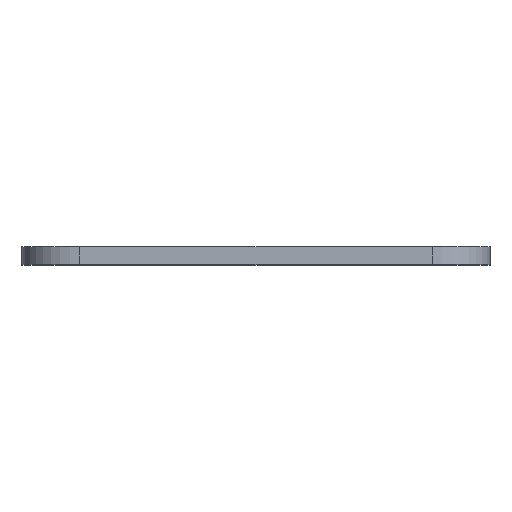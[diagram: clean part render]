
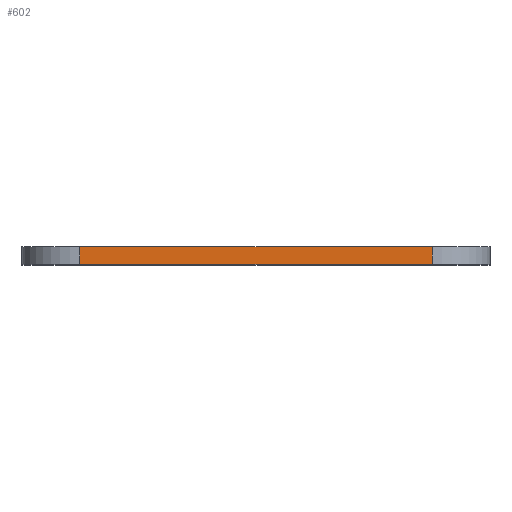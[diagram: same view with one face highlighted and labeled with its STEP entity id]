
A CAD part, top view. The second image highlights one B-rep face of the part: STEP entity #602.
In plain terms, the highlighted planar face has unit normal (0, 0, 1).
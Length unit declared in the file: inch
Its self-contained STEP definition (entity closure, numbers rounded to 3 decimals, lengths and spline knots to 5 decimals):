
#9 = DIRECTION ( 'NONE',  ( 0., 1., 0. ) ) ;
#56 = FACE_OUTER_BOUND ( 'NONE', #451, .T. ) ;
#67 = LINE ( 'NONE', #81, #672 ) ;
#81 = CARTESIAN_POINT ( 'NONE',  ( 0., -0.045, 1.49 ) ) ;
#87 = ORIENTED_EDGE ( 'NONE', *, *, #243, .T. ) ;
#98 = VECTOR ( 'NONE', #9, 39.37008 ) ;
#105 = DIRECTION ( 'NONE',  ( 1., 0., 0. ) ) ;
#119 = CARTESIAN_POINT ( 'NONE',  ( -1.225, -0.045, 1.49 ) ) ;
#127 = ORIENTED_EDGE ( 'NONE', *, *, #723, .T. ) ;
#131 = EDGE_CURVE ( 'NONE', #697, #625, #599, .T. ) ;
#171 = DIRECTION ( 'NONE',  ( 0., 0., 1. ) ) ;
#242 = ORIENTED_EDGE ( 'NONE', *, *, #270, .F. ) ;
#243 = EDGE_CURVE ( 'NONE', #625, #736, #358, .T. ) ;
#270 = EDGE_CURVE ( 'NONE', #690, #736, #67, .T. ) ;
#350 = CARTESIAN_POINT ( 'NONE',  ( -1.225, -0.045, 1.49 ) ) ;
#358 = LINE ( 'NONE', #350, #775 ) ;
#364 = CARTESIAN_POINT ( 'NONE',  ( 0., 0.045, 1.49 ) ) ;
#418 = CARTESIAN_POINT ( 'NONE',  ( 0., 0.045, 1.49 ) ) ;
#434 = LINE ( 'NONE', #502, #98 ) ;
#451 = EDGE_LOOP ( 'NONE', ( #242, #127, #644, #87 ) ) ;
#481 = DIRECTION ( 'NONE',  ( -1., 0., 0. ) ) ;
#485 = CARTESIAN_POINT ( 'NONE',  ( -1.225, 0.045, 1.49 ) ) ;
#502 = CARTESIAN_POINT ( 'NONE',  ( 0.6, 0.045, 1.49 ) ) ;
#530 = DIRECTION ( 'NONE',  ( 0., -1., 0. ) ) ;
#535 = PLANE ( 'NONE',  #585 ) ;
#564 = CARTESIAN_POINT ( 'NONE',  ( 0.6, 0.045, 1.49 ) ) ;
#585 = AXIS2_PLACEMENT_3D ( 'NONE', #364, #171, #105 ) ;
#594 = VECTOR ( 'NONE', #481, 39.37008 ) ;
#599 = LINE ( 'NONE', #418, #594 ) ;
#602 = ADVANCED_FACE ( 'NONE', ( #56 ), #535, .T. ) ;
#625 = VERTEX_POINT ( 'NONE', #485 ) ;
#644 = ORIENTED_EDGE ( 'NONE', *, *, #131, .T. ) ;
#668 = CARTESIAN_POINT ( 'NONE',  ( 0.6, -0.045, 1.49 ) ) ;
#672 = VECTOR ( 'NONE', #681, 39.37008 ) ;
#681 = DIRECTION ( 'NONE',  ( -1., 0., 0. ) ) ;
#690 = VERTEX_POINT ( 'NONE', #668 ) ;
#697 = VERTEX_POINT ( 'NONE', #564 ) ;
#723 = EDGE_CURVE ( 'NONE', #690, #697, #434, .T. ) ;
#736 = VERTEX_POINT ( 'NONE', #119 ) ;
#775 = VECTOR ( 'NONE', #530, 39.37008 ) ;
